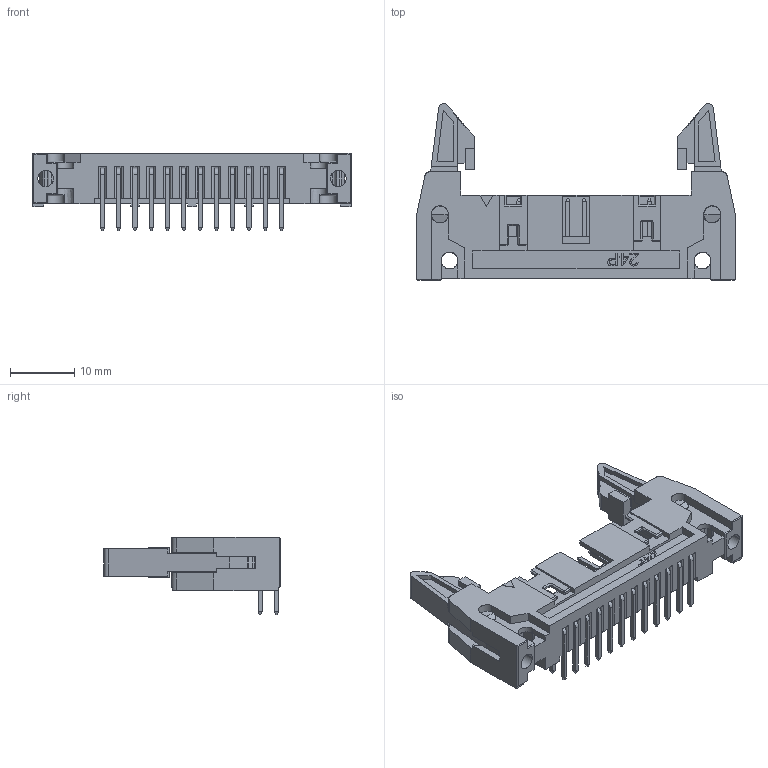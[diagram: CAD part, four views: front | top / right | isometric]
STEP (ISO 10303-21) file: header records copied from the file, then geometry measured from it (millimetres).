
FILE_DESCRIPTION( ('This file contains a STEP AP42 implementation' ,'as created by ZW3D STEP Interface translator.') ,'2;1' );
FILE_NAME( '3210-XXRXXBSX1.stp' ,'231129.152040', (''), ('ZWCAD Software Co.'), 'Version 1.0', 'ZW3D to STEP translator', '' );
FILE_SCHEMA(('AUTOMOTIVE_DESIGN { 1 0 10303 214 1 1 1 1 }'));
Length unit declared in the file: millimetre
Products named in the file (2): 0; 3210-24RXXBSA1
Bounding box: 49.68 x 27.6 x 12.13 mm (x, y, z)
Volume: 3489.7 mm3; surface area: 5901.9 mm2
Topology: 1 solids, 1 shells, 1210 faces, 3341 edges, 2138 vertices
Faces by surface type: plane 985, cylinder 180, bspline 37, cone 8
Full cylindrical faces by diameter (mm): 2.6 x2
Entity records: 48558 total; most frequent: CARTESIAN_POINT 21106, ORIENTED_EDGE 6682, DIRECTION 3576, EDGE_CURVE 3337, B_SPLINE_CURVE_WITH_KNOTS 2281, VERTEX_POINT 2138, AXIS2_PLACEMENT_3D 1350, EDGE_LOOP 1255
